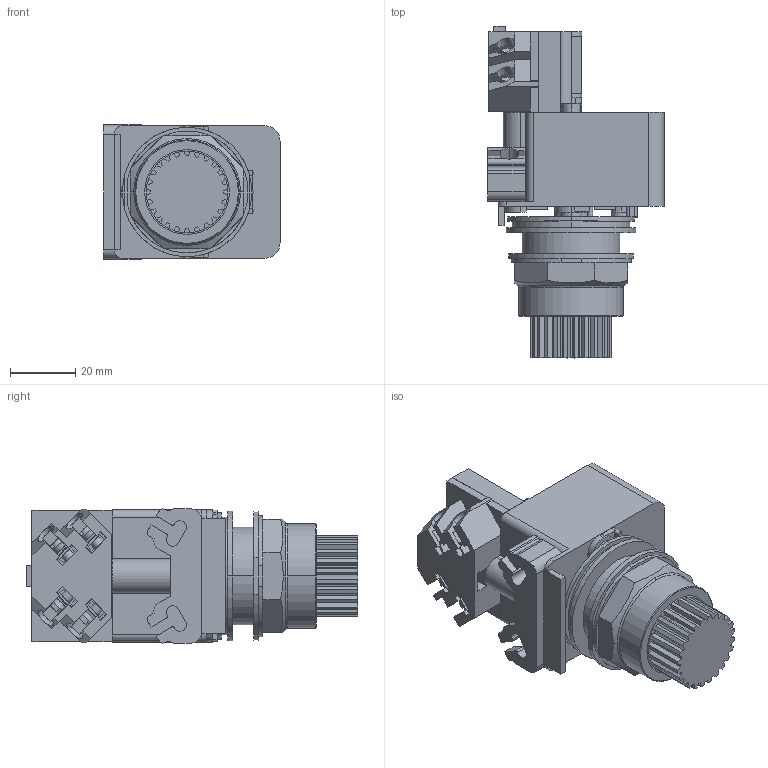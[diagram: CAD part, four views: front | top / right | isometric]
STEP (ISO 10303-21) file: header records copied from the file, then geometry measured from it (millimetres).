
FILE_DESCRIPTION((''),'2;1');
FILE_NAME('9001K2L35LRRH13_ASM','2021-06-04T16:31:37',('SESA592305'),('Schneider-Electric'),'CREO PARAMETRIC BY PTC INC, 2019471','CREO PARAMETRIC BY PTC INC, 2019471','');
FILE_SCHEMA(('AP242_MANAGED_MODEL_BASED_3D_ENGINEERING_MIM_LF { 1 0 10303 442 1 1 4 }'));
Products named in the file (4): LUMP18; 9001KA1_3D; LUMP17_CRENELER; 9001K2L35LRRH13_ASM
Assembly tree (3 placements, depth 2):
  9001K2L35LRRH13_ASM
    LUMP18
    9001KA1_3D
    LUMP17_CRENELER
Bounding box: 54.08 x 101.85 x 41.15 mm (x, y, z)
Volume: 104212.2 mm3; surface area: 35542 mm2
Topology: 3 solids, 4 shells, 679 faces, 1923 edges, 1263 vertices
Faces by surface type: plane 480, cylinder 185, cone 12, torus 2
Entity records: 110323 total; most frequent: CARTESIAN_POINT 84508, DIRECTION 4043, ORIENTED_EDGE 3844, EDGE_CURVE 1922, VECTOR 1387, LINE 1387, POLYLINE 1386, AXIS2_PLACEMENT_3D 1328
